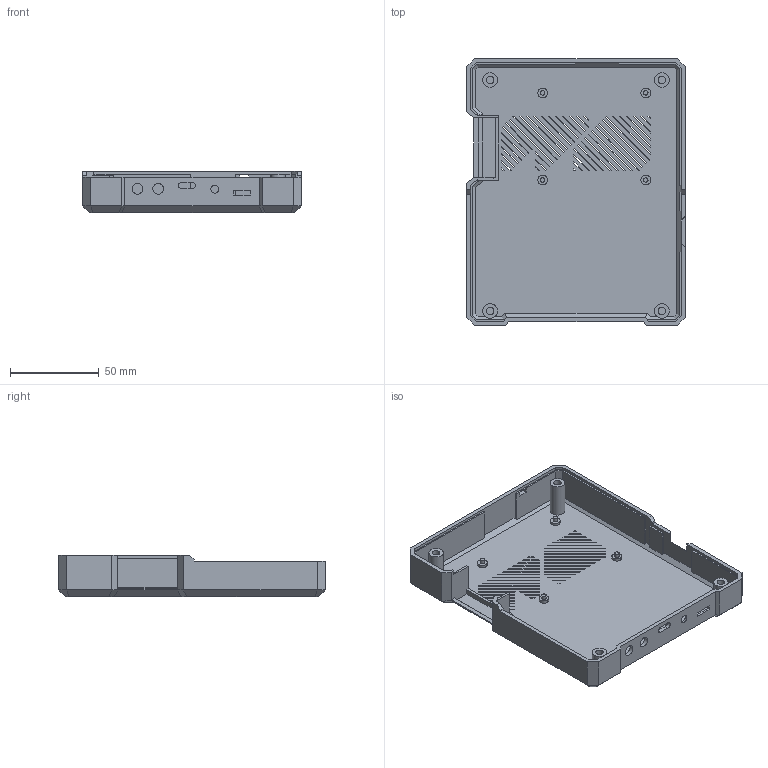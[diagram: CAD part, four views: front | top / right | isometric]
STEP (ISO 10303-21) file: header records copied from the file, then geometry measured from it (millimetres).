
FILE_DESCRIPTION(/* description */ (''),/* implementation_level */ '2;1');
FILE_NAME(/* name */ 'Display Cover.step',/* time_stamp */ '2024-06-12T20:29:53+01:00',/* author */ (''),/* organization */ (''),/* preprocessor_version */ 'ST-DEVELOPER v20',/* originating_system */ 'Autodesk Translation Framework v13.14.0.145',/* authorisation */ '');
FILE_SCHEMA (('AUTOMOTIVE_DESIGN { 1 0 10303 214 3 1 1 }'));
Length unit declared in the file: millimetre
Products named in the file (1): FusionComponent
Bounding box: 123 x 150 x 23.35 mm (x, y, z)
Volume: 67552.6 mm3; surface area: 61524.3 mm2
Topology: 1 solids, 1 shells, 344 faces, 951 edges, 624 vertices
Faces by surface type: plane 323, cylinder 21
Full cylindrical faces by diameter (mm): 2.5 x4, 4.2 x4, 4.5 x1, 5.5 x4, 6 x2, 8.2 x4
Entity records: 10973 total; most frequent: CARTESIAN_POINT 1920, ORIENTED_EDGE 1902, DIRECTION 1687, EDGE_CURVE 951, LINE 905, VECTOR 905, VERTEX_POINT 624, EDGE_LOOP 455
